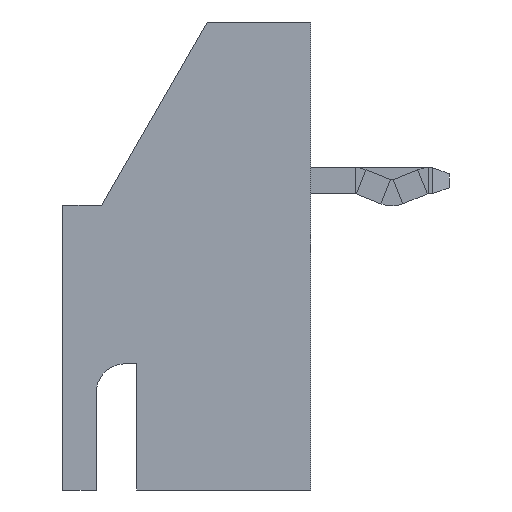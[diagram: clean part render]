
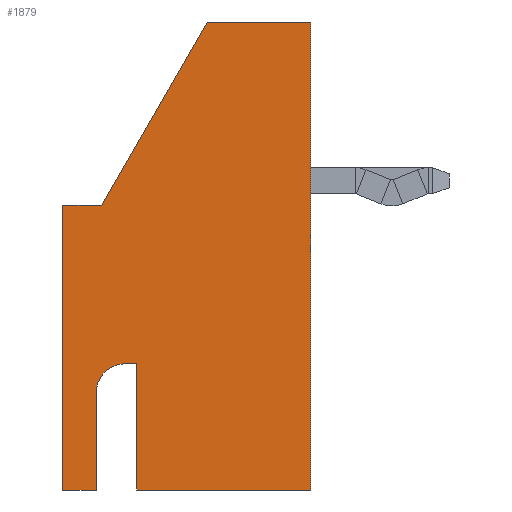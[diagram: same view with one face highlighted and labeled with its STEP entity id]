
A CAD part, left-side view. The second image highlights one B-rep face of the part: STEP entity #1879.
In plain terms, the highlighted face is planar.
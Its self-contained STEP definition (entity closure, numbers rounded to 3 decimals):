
#7 = VECTOR ( 'NONE', #5353, 1000. ) ;
#48 = EDGE_CURVE ( 'NONE', #1935, #5010, #1660, .T. ) ;
#115 = CARTESIAN_POINT ( 'NONE',  ( 11.2, 0., -11.5 ) ) ;
#155 = DIRECTION ( 'NONE',  ( 0., 0., -1. ) ) ;
#243 = ORIENTED_EDGE ( 'NONE', *, *, #4938, .T. ) ;
#340 = CARTESIAN_POINT ( 'NONE',  ( 11.2, 2.55, -11.5 ) ) ;
#378 = CARTESIAN_POINT ( 'NONE',  ( 11.2, 4.575, -3.1 ) ) ;
#395 = ORIENTED_EDGE ( 'NONE', *, *, #5550, .F. ) ;
#416 = DIRECTION ( 'NONE',  ( 0., -1., 0. ) ) ;
#433 = DIRECTION ( 'NONE',  ( 1., 0., 0. ) ) ;
#486 = CARTESIAN_POINT ( 'NONE',  ( 11.2, 0., 0. ) ) ;
#546 = AXIS2_PLACEMENT_3D ( 'NONE', #3411, #433, #3469 ) ;
#608 = EDGE_CURVE ( 'NONE', #2864, #2082, #3412, .T. ) ;
#627 = PLANE ( 'NONE',  #5355 ) ;
#688 = FACE_OUTER_BOUND ( 'NONE', #1259, .T. ) ;
#695 = CARTESIAN_POINT ( 'NONE',  ( 11.2, 0., -11.5 ) ) ;
#740 = CARTESIAN_POINT ( 'NONE',  ( 11.2, 6.1, 0. ) ) ;
#823 = CARTESIAN_POINT ( 'NONE',  ( 11.2, 0., 0. ) ) ;
#833 = VERTEX_POINT ( 'NONE', #4721 ) ;
#1153 = CARTESIAN_POINT ( 'NONE',  ( 11.2, 6.1, 0. ) ) ;
#1259 = EDGE_LOOP ( 'NONE', ( #5313, #2853, #3836, #395, #5467, #243, #3076, #3576, #5477, #5315, #2976 ) ) ;
#1403 = EDGE_CURVE ( 'NONE', #1982, #1935, #5481, .T. ) ;
#1427 = CARTESIAN_POINT ( 'NONE',  ( 11.2, 0., 0. ) ) ;
#1568 = EDGE_CURVE ( 'NONE', #5530, #5462, #3156, .T. ) ;
#1660 = LINE ( 'NONE', #486, #4445 ) ;
#1711 = CARTESIAN_POINT ( 'NONE',  ( 11.2, 4.575, -3.1 ) ) ;
#1805 = VECTOR ( 'NONE', #2137, 1000. ) ;
#1879 = ADVANCED_FACE ( 'NONE', ( #688 ), #627, .F. ) ;
#1881 = LINE ( 'NONE', #823, #2902 ) ;
#1888 = VERTEX_POINT ( 'NONE', #1968 ) ;
#1910 = DIRECTION ( 'NONE',  ( 0., 0.5, 0.866 ) ) ;
#1935 = VERTEX_POINT ( 'NONE', #1153 ) ;
#1939 = LINE ( 'NONE', #1711, #1805 ) ;
#1950 = CARTESIAN_POINT ( 'NONE',  ( 11.2, 0., 0. ) ) ;
#1968 = CARTESIAN_POINT ( 'NONE',  ( 11.2, 4.275, -3.1 ) ) ;
#1982 = VERTEX_POINT ( 'NONE', #3462 ) ;
#2082 = VERTEX_POINT ( 'NONE', #695 ) ;
#2137 = DIRECTION ( 'NONE',  ( 0., 1., 0. ) ) ;
#2153 = CARTESIAN_POINT ( 'NONE',  ( 11.2, 0., -7. ) ) ;
#2174 = EDGE_CURVE ( 'NONE', #833, #1888, #5476, .T. ) ;
#2268 = DIRECTION ( 'NONE',  ( 0., 1., 0. ) ) ;
#2358 = DIRECTION ( 'NONE',  ( -1., 0., 0. ) ) ;
#2469 = DIRECTION ( 'NONE',  ( 0., 0., 1. ) ) ;
#2508 = VECTOR ( 'NONE', #2719, 1000. ) ;
#2719 = DIRECTION ( 'NONE',  ( 0., 0., 1. ) ) ;
#2853 = ORIENTED_EDGE ( 'NONE', *, *, #2910, .F. ) ;
#2864 = VERTEX_POINT ( 'NONE', #3476 ) ;
#2902 = VECTOR ( 'NONE', #4204, 1000. ) ;
#2910 = EDGE_CURVE ( 'NONE', #5462, #5010, #5263, .T. ) ;
#2971 = DIRECTION ( 'NONE',  ( 0., 1., 0. ) ) ;
#2976 = ORIENTED_EDGE ( 'NONE', *, *, #1403, .T. ) ;
#3076 = ORIENTED_EDGE ( 'NONE', *, *, #608, .T. ) ;
#3096 = VECTOR ( 'NONE', #2971, 1000. ) ;
#3156 = CIRCLE ( 'NONE', #546, 0.7 ) ;
#3191 = CARTESIAN_POINT ( 'NONE',  ( 11.2, 4.275, -3.1 ) ) ;
#3411 = CARTESIAN_POINT ( 'NONE',  ( 11.2, 4.575, -2.4 ) ) ;
#3412 = LINE ( 'NONE', #1427, #5012 ) ;
#3462 = CARTESIAN_POINT ( 'NONE',  ( 11.2, 6.1, -7. ) ) ;
#3469 = DIRECTION ( 'NONE',  ( 0., 0., -1. ) ) ;
#3476 = CARTESIAN_POINT ( 'NONE',  ( 11.2, 0., 0. ) ) ;
#3576 = ORIENTED_EDGE ( 'NONE', *, *, #4009, .T. ) ;
#3584 = VERTEX_POINT ( 'NONE', #4339 ) ;
#3779 = CARTESIAN_POINT ( 'NONE',  ( 11.2, 5.275, -2.4 ) ) ;
#3836 = ORIENTED_EDGE ( 'NONE', *, *, #1568, .F. ) ;
#3939 = CARTESIAN_POINT ( 'NONE',  ( 11.2, 5.275, 0. ) ) ;
#4009 = EDGE_CURVE ( 'NONE', #2082, #4315, #4851, .T. ) ;
#4065 = CARTESIAN_POINT ( 'NONE',  ( 11.2, 2.55, -11.5 ) ) ;
#4100 = VECTOR ( 'NONE', #1910, 1000. ) ;
#4190 = EDGE_CURVE ( 'NONE', #4315, #3584, #4236, .T. ) ;
#4204 = DIRECTION ( 'NONE',  ( 0., -1., 0. ) ) ;
#4225 = LINE ( 'NONE', #2153, #3096 ) ;
#4236 = LINE ( 'NONE', #4065, #4100 ) ;
#4315 = VERTEX_POINT ( 'NONE', #340 ) ;
#4339 = CARTESIAN_POINT ( 'NONE',  ( 11.2, 5.148, -7. ) ) ;
#4445 = VECTOR ( 'NONE', #416, 1000. ) ;
#4482 = VECTOR ( 'NONE', #2469, 1000. ) ;
#4721 = CARTESIAN_POINT ( 'NONE',  ( 11.2, 4.275, 0. ) ) ;
#4851 = LINE ( 'NONE', #115, #4971 ) ;
#4938 = EDGE_CURVE ( 'NONE', #833, #2864, #1881, .T. ) ;
#4971 = VECTOR ( 'NONE', #2268, 1000. ) ;
#5010 = VERTEX_POINT ( 'NONE', #3939 ) ;
#5012 = VECTOR ( 'NONE', #155, 1000. ) ;
#5259 = CARTESIAN_POINT ( 'NONE',  ( 11.2, 5.275, 0. ) ) ;
#5263 = LINE ( 'NONE', #5259, #2508 ) ;
#5313 = ORIENTED_EDGE ( 'NONE', *, *, #48, .T. ) ;
#5315 = ORIENTED_EDGE ( 'NONE', *, *, #5524, .T. ) ;
#5353 = DIRECTION ( 'NONE',  ( 0., 0., -1. ) ) ;
#5355 = AXIS2_PLACEMENT_3D ( 'NONE', #1950, #2358, #5363 ) ;
#5363 = DIRECTION ( 'NONE',  ( 0., 0., 1. ) ) ;
#5462 = VERTEX_POINT ( 'NONE', #3779 ) ;
#5467 = ORIENTED_EDGE ( 'NONE', *, *, #2174, .F. ) ;
#5476 = LINE ( 'NONE', #3191, #7 ) ;
#5477 = ORIENTED_EDGE ( 'NONE', *, *, #4190, .T. ) ;
#5481 = LINE ( 'NONE', #740, #4482 ) ;
#5524 = EDGE_CURVE ( 'NONE', #3584, #1982, #4225, .T. ) ;
#5530 = VERTEX_POINT ( 'NONE', #378 ) ;
#5550 = EDGE_CURVE ( 'NONE', #1888, #5530, #1939, .T. ) ;
